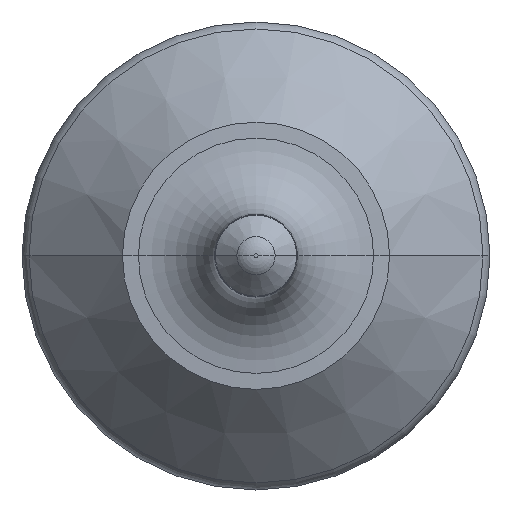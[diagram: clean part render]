
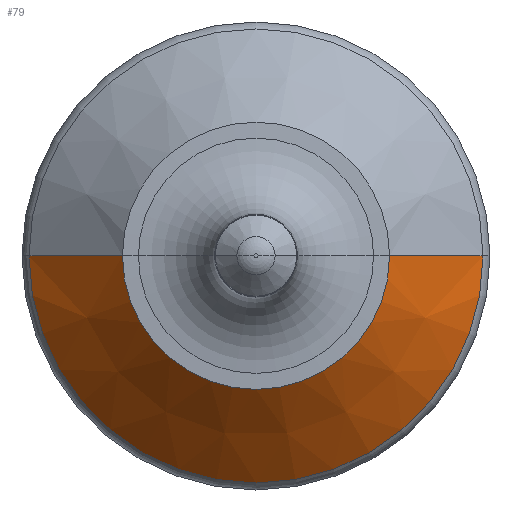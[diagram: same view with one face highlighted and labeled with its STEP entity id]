
A CAD part, top view. The second image highlights one B-rep face of the part: STEP entity #79.
In plain terms, the highlighted conical face has half-angle 45 degrees and reference radius 6.633 mm.
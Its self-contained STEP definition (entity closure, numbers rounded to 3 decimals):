
#20 = VERTEX_POINT ( 'NONE', #343 ) ;
#25 = VERTEX_POINT ( 'NONE', #226 ) ;
#29 = VERTEX_POINT ( 'NONE', #419 ) ;
#66 = VERTEX_POINT ( 'NONE', #479 ) ;
#68 = ORIENTED_EDGE ( 'NONE', *, *, #315, .T. ) ;
#69 = ORIENTED_EDGE ( 'NONE', *, *, #205, .T. ) ;
#79 = ADVANCED_FACE ( 'NONE', ( #524 ), #516, .T. ) ;
#201 = CARTESIAN_POINT ( 'NONE',  ( 6.633, 0., 93.964 ) ) ;
#205 = EDGE_CURVE ( 'NONE', #29, #20, #787, .T. ) ;
#226 = CARTESIAN_POINT ( 'NONE',  ( 6.633, 0., 93.964 ) ) ;
#284 = EDGE_CURVE ( 'NONE', #25, #66, #760, .T. ) ;
#314 = ORIENTED_EDGE ( 'NONE', *, *, #355, .F. ) ;
#315 = EDGE_CURVE ( 'NONE', #20, #66, #1036, .T. ) ;
#326 = EDGE_LOOP ( 'NONE', ( #335, #314, #69, #68 ) ) ;
#335 = ORIENTED_EDGE ( 'NONE', *, *, #284, .F. ) ;
#343 = CARTESIAN_POINT ( 'NONE',  ( -11.272, 0., 89.325 ) ) ;
#355 = EDGE_CURVE ( 'NONE', #29, #25, #1006, .T. ) ;
#386 = VECTOR ( 'NONE', #553, 1000. ) ;
#394 = DIRECTION ( 'NONE',  ( -1., 0., 0. ) ) ;
#395 = DIRECTION ( 'NONE',  ( 0., 0., -1. ) ) ;
#396 = CARTESIAN_POINT ( 'NONE',  ( 0., 0., 93.964 ) ) ;
#419 = CARTESIAN_POINT ( 'NONE',  ( -6.633, 0., 93.964 ) ) ;
#479 = CARTESIAN_POINT ( 'NONE',  ( 11.272, 0., 89.325 ) ) ;
#516 = CONICAL_SURFACE ( 'NONE', #538, 6.633, 0.785 ) ;
#524 = FACE_OUTER_BOUND ( 'NONE', #326, .T. ) ;
#538 = AXIS2_PLACEMENT_3D ( 'NONE', #396, #395, #394 ) ;
#553 = DIRECTION ( 'NONE',  ( 0.707, 0., -0.707 ) ) ;
#760 = LINE ( 'NONE', #201, #386 ) ;
#784 = DIRECTION ( 'NONE',  ( -0.707, 0., -0.707 ) ) ;
#785 = VECTOR ( 'NONE', #784, 1000. ) ;
#786 = CARTESIAN_POINT ( 'NONE',  ( -6.633, 0., 93.964 ) ) ;
#787 = LINE ( 'NONE', #786, #785 ) ;
#979 = DIRECTION ( 'NONE',  ( 1., 0., 0. ) ) ;
#980 = DIRECTION ( 'NONE',  ( 0., 0., 1. ) ) ;
#981 = CARTESIAN_POINT ( 'NONE',  ( 0., 0., 89.325 ) ) ;
#982 = AXIS2_PLACEMENT_3D ( 'NONE', #981, #980, #979 ) ;
#996 = DIRECTION ( 'NONE',  ( 1., 0., 0. ) ) ;
#997 = DIRECTION ( 'NONE',  ( 0., 0., 1. ) ) ;
#998 = CARTESIAN_POINT ( 'NONE',  ( 0., 0., 93.964 ) ) ;
#1004 = AXIS2_PLACEMENT_3D ( 'NONE', #998, #997, #996 ) ;
#1006 = CIRCLE ( 'NONE', #1004, 6.633 ) ;
#1036 = CIRCLE ( 'NONE', #982, 11.272 ) ;
